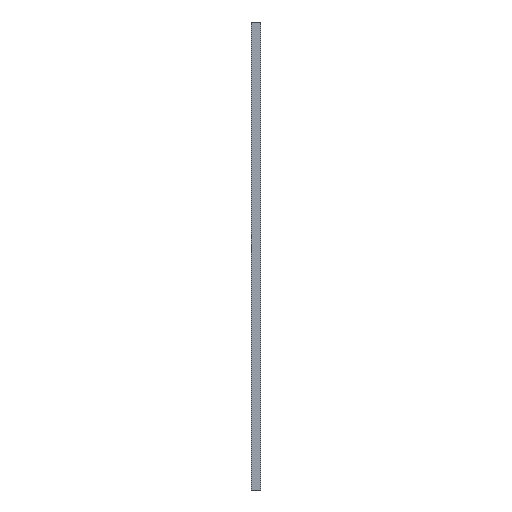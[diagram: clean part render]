
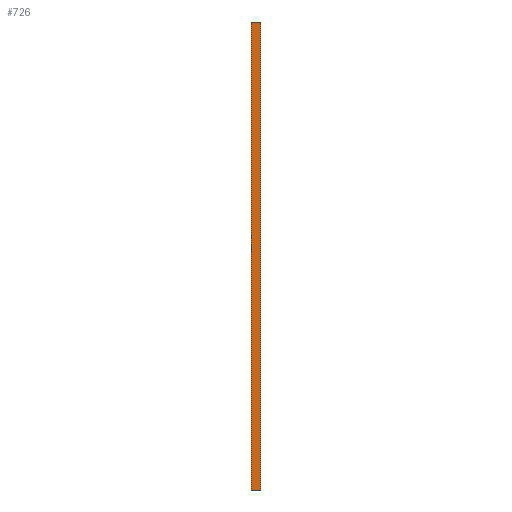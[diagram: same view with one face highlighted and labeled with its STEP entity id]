
A CAD part, left-side view. The second image highlights one B-rep face of the part: STEP entity #726.
In plain terms, the highlighted planar face has unit normal (-1, 0, 0).
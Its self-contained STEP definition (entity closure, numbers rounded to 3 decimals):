
#111 = VERTEX_POINT ( 'NONE', #1001 ) ;
#113 = EDGE_CURVE ( 'NONE', #1220, #496, #277, .T. ) ;
#150 = CARTESIAN_POINT ( 'NONE',  ( -76., 0., -76. ) ) ;
#188 = VERTEX_POINT ( 'NONE', #1336 ) ;
#204 = AXIS2_PLACEMENT_3D ( 'NONE', #1289, #419, #1731 ) ;
#254 = FACE_OUTER_BOUND ( 'NONE', #515, .T. ) ;
#264 = VECTOR ( 'NONE', #1327, 1000. ) ;
#265 = LINE ( 'NONE', #1412, #1642 ) ;
#277 = LINE ( 'NONE', #729, #1632 ) ;
#285 = ORIENTED_EDGE ( 'NONE', *, *, #955, .F. ) ;
#340 = CARTESIAN_POINT ( 'NONE',  ( -76., 0., 76. ) ) ;
#377 = EDGE_CURVE ( 'NONE', #111, #1220, #265, .T. ) ;
#419 = DIRECTION ( 'NONE',  ( 1., 0., 0. ) ) ;
#430 = DIRECTION ( 'NONE',  ( 0., -1., 0. ) ) ;
#438 = CARTESIAN_POINT ( 'NONE',  ( -76., 3., 76. ) ) ;
#496 = VERTEX_POINT ( 'NONE', #340 ) ;
#515 = EDGE_LOOP ( 'NONE', ( #1384, #983, #285, #1346 ) ) ;
#656 = LINE ( 'NONE', #1621, #1032 ) ;
#726 = ADVANCED_FACE ( 'NONE', ( #254 ), #1012, .F. ) ;
#729 = CARTESIAN_POINT ( 'NONE',  ( -76., 0., 76. ) ) ;
#955 = EDGE_CURVE ( 'NONE', #111, #188, #1339, .T. ) ;
#983 = ORIENTED_EDGE ( 'NONE', *, *, #1324, .F. ) ;
#1001 = CARTESIAN_POINT ( 'NONE',  ( -76., 3., -76. ) ) ;
#1012 = PLANE ( 'NONE',  #204 ) ;
#1032 = VECTOR ( 'NONE', #1373, 1000. ) ;
#1151 = DIRECTION ( 'NONE',  ( 0., 0., 1. ) ) ;
#1220 = VERTEX_POINT ( 'NONE', #150 ) ;
#1289 = CARTESIAN_POINT ( 'NONE',  ( -76., 3., 76. ) ) ;
#1324 = EDGE_CURVE ( 'NONE', #188, #496, #656, .T. ) ;
#1327 = DIRECTION ( 'NONE',  ( 0., 0., 1. ) ) ;
#1336 = CARTESIAN_POINT ( 'NONE',  ( -76., 3., 76. ) ) ;
#1339 = LINE ( 'NONE', #438, #264 ) ;
#1346 = ORIENTED_EDGE ( 'NONE', *, *, #377, .T. ) ;
#1373 = DIRECTION ( 'NONE',  ( 0., -1., 0. ) ) ;
#1384 = ORIENTED_EDGE ( 'NONE', *, *, #113, .T. ) ;
#1412 = CARTESIAN_POINT ( 'NONE',  ( -76., 3., -76. ) ) ;
#1621 = CARTESIAN_POINT ( 'NONE',  ( -76., 3., 76. ) ) ;
#1632 = VECTOR ( 'NONE', #1151, 1000. ) ;
#1642 = VECTOR ( 'NONE', #430, 1000. ) ;
#1731 = DIRECTION ( 'NONE',  ( 0., 0., -1. ) ) ;
